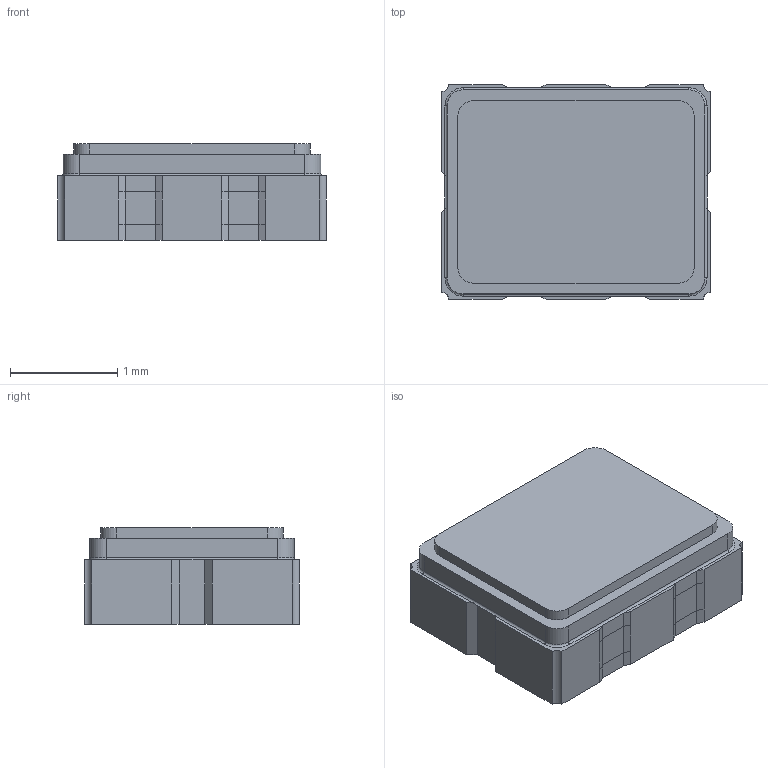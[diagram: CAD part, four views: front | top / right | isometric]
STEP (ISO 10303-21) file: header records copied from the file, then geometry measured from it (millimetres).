
FILE_DESCRIPTION(/* description */ (''),/* implementation_level */ '2;1');
FILE_NAME(/* name */ 'TXO_2.5x2.0mm.step',/* time_stamp */ '2018-12-28T16:17:59+11:00',/* author */ (''),/* organization */ (''),/* preprocessor_version */ 'ST-DEVELOPER v17.2',/* originating_system */ 'Autodesk Translation Framework v7.6.0.251',/* authorisation */ '');
FILE_SCHEMA (('AUTOMOTIVE_DESIGN { 1 0 10303 214 3 1 1 }'));
Length unit declared in the file: millimetre
Products named in the file (6): (Unsaved); Component5; Component1; Component4; Component2; Component3
Assembly tree (5 placements, depth 3):
  (Unsaved)
    Component5
      Component1
      Component4
      Component2
      Component3
Bounding box: 2.5 x 2 x 0.9 mm (x, y, z)
Volume: 4.2 mm3; surface area: 19.7 mm2
Topology: 5 solids, 5 shells, 135 faces, 337 edges, 213 vertices
Faces by surface type: plane 111, cylinder 20, torus 4
Entity records: 4282 total; most frequent: CARTESIAN_POINT 696, ORIENTED_EDGE 674, DIRECTION 673, EDGE_CURVE 337, LINE 293, VECTOR 293, VERTEX_POINT 213, AXIS2_PLACEMENT_3D 190
